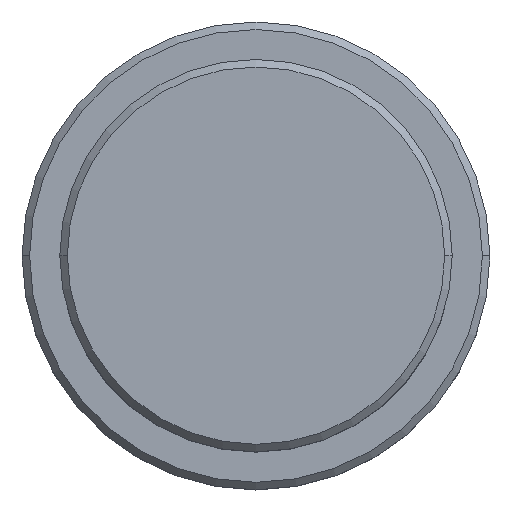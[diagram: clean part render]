
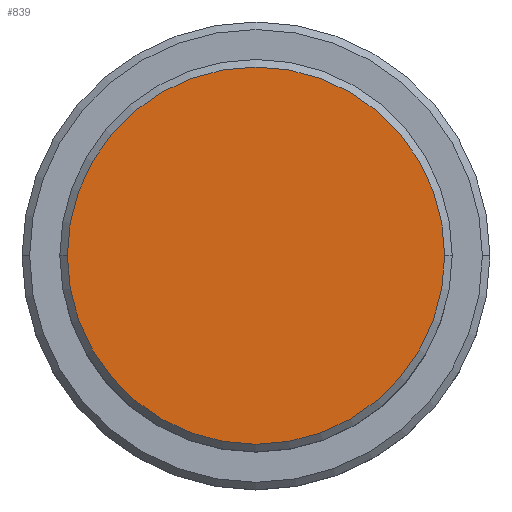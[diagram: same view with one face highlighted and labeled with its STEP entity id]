
A CAD part, top view. The second image highlights one B-rep face of the part: STEP entity #839.
In plain terms, the highlighted planar face has unit normal (0, 0, 1).
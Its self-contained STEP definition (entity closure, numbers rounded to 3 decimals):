
#62 = AXIS2_PLACEMENT_3D ( 'NONE', #750, #808, #1175 ) ;
#120 = VERTEX_POINT ( 'NONE', #917 ) ;
#292 = EDGE_CURVE ( 'NONE', #1170, #120, #884, .T. ) ;
#311 = DIRECTION ( 'NONE',  ( 0., 0., 1. ) ) ;
#346 = ORIENTED_EDGE ( 'NONE', *, *, #716, .T. ) ;
#443 = EDGE_LOOP ( 'NONE', ( #1099, #346 ) ) ;
#511 = CARTESIAN_POINT ( 'NONE',  ( -12.5, 0., 0. ) ) ;
#524 = CIRCLE ( 'NONE', #1276, 12.5 ) ;
#554 = DIRECTION ( 'NONE',  ( 1., 0., 0. ) ) ;
#628 = CARTESIAN_POINT ( 'NONE',  ( 0., 0., 0. ) ) ;
#716 = EDGE_CURVE ( 'NONE', #120, #1170, #524, .T. ) ;
#750 = CARTESIAN_POINT ( 'NONE',  ( 0., 0., 0. ) ) ;
#768 = FACE_OUTER_BOUND ( 'NONE', #443, .T. ) ;
#808 = DIRECTION ( 'NONE',  ( 0., 0., 1. ) ) ;
#839 = ADVANCED_FACE ( 'NONE', ( #768 ), #969, .T. ) ;
#884 = CIRCLE ( 'NONE', #62, 12.5 ) ;
#917 = CARTESIAN_POINT ( 'NONE',  ( 12.5, 0., 0. ) ) ;
#969 = PLANE ( 'NONE',  #1114 ) ;
#1083 = CARTESIAN_POINT ( 'NONE',  ( 0., 0., 0. ) ) ;
#1099 = ORIENTED_EDGE ( 'NONE', *, *, #292, .T. ) ;
#1114 = AXIS2_PLACEMENT_3D ( 'NONE', #1083, #1200, #554 ) ;
#1170 = VERTEX_POINT ( 'NONE', #511 ) ;
#1175 = DIRECTION ( 'NONE',  ( 1., 0., 0. ) ) ;
#1200 = DIRECTION ( 'NONE',  ( 0., 0., 1. ) ) ;
#1276 = AXIS2_PLACEMENT_3D ( 'NONE', #628, #311, #1381 ) ;
#1381 = DIRECTION ( 'NONE',  ( 1., 0., 0. ) ) ;
